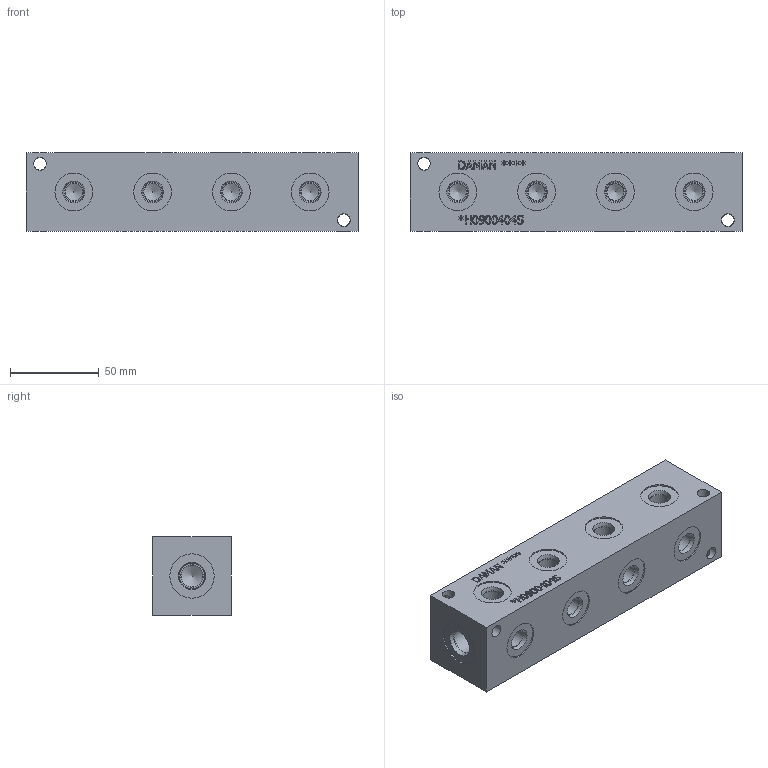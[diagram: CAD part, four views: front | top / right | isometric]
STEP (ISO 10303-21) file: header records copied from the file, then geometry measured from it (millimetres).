
FILE_DESCRIPTION(/* description */ (''),/* implementation_level */ '2;1');
FILE_NAME(/* name */ '_H0900404S.stp',/* time_stamp */ '2020-04-27T13:17:03-04:00',/* author */ ('devonn'),/* organization */ (''),/* preprocessor_version */ 'ST-DEVELOPER v17',/* originating_system */ 'Autodesk Inventor 2019',/* authorisation */ '');
FILE_SCHEMA (('AUTOMOTIVE_DESIGN { 1 0 10303 214 3 1 1 }'));
Length unit declared in the file: millimetre
Products named in the file (1): Part_AH0900404S_3D
Bounding box: 187.32 x 44.45 x 44.45 mm (x, y, z)
Volume: 342276.6 mm3; surface area: 47260.5 mm2
Topology: 1 solids, 1 shells, 419 faces, 1130 edges, 758 vertices
Faces by surface type: plane 242, bspline 91, cylinder 46, cone 40
Full cylindrical faces by diameter (mm): 7.137 x8, 9.525 x4, 9.881 x8, 11.125 x8, 12.294 x2, 12.9 x2, 14.275 x2, 14.529 x2, 21.285 x8, 25.019 x2
Entity records: 13921 total; most frequent: CARTESIAN_POINT 3481, ORIENTED_EDGE 2240, DIRECTION 1784, EDGE_CURVE 1120, VERTEX_POINT 758, LINE 750, VECTOR 750, AXIS2_PLACEMENT_3D 517
